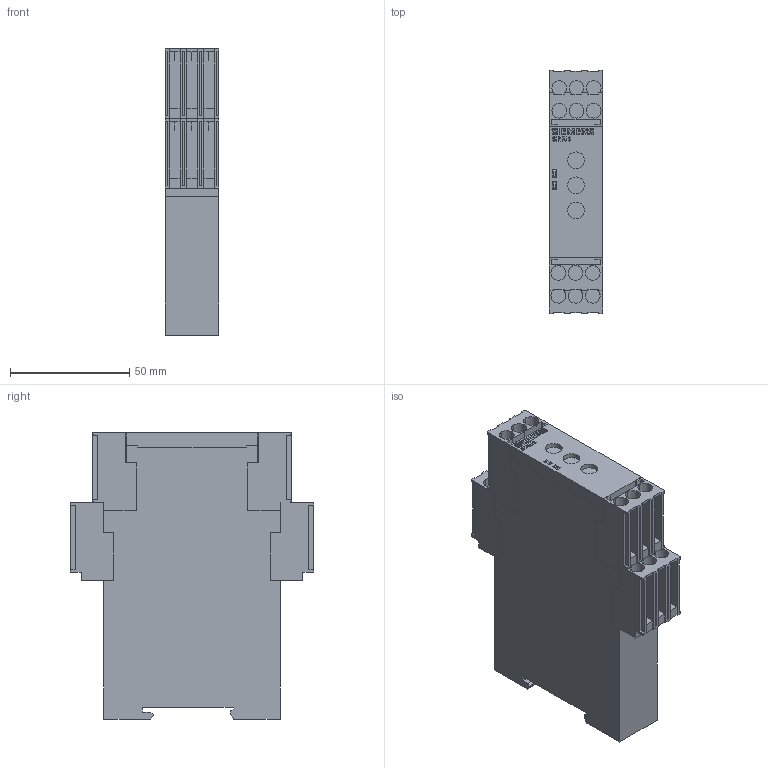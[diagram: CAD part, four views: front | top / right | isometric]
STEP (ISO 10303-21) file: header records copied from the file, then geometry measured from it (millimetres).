
FILE_DESCRIPTION (( 'STEP AP214' ), '1' );
FILE_NAME ('G_IC03_XX_01599V_neu.STEP', '2022-04-27T08:53:06', ( '' ), ( '' ), 'SwSTEP 2.0', 'SolidWorks 2018', '' );
FILE_SCHEMA (( 'AUTOMOTIVE_DESIGN' ));
Length unit declared in the file: millimetre
Products named in the file (2): G_IC03_XX_01599V_neu
Bounding box: 22.5 x 102 x 120 mm (x, y, z)
Volume: 210359.2 mm3; surface area: 47637.4 mm2
Topology: 7 solids, 7 shells, 648 faces, 1785 edges, 1182 vertices
Faces by surface type: plane 555, cylinder 93
Entity records: 20821 total; most frequent: CARTESIAN_POINT 3617, ORIENTED_EDGE 3570, DIRECTION 3283, EDGE_CURVE 1785, VECTOR 1587, LINE 1587, VERTEX_POINT 1182, AXIS2_PLACEMENT_3D 848
